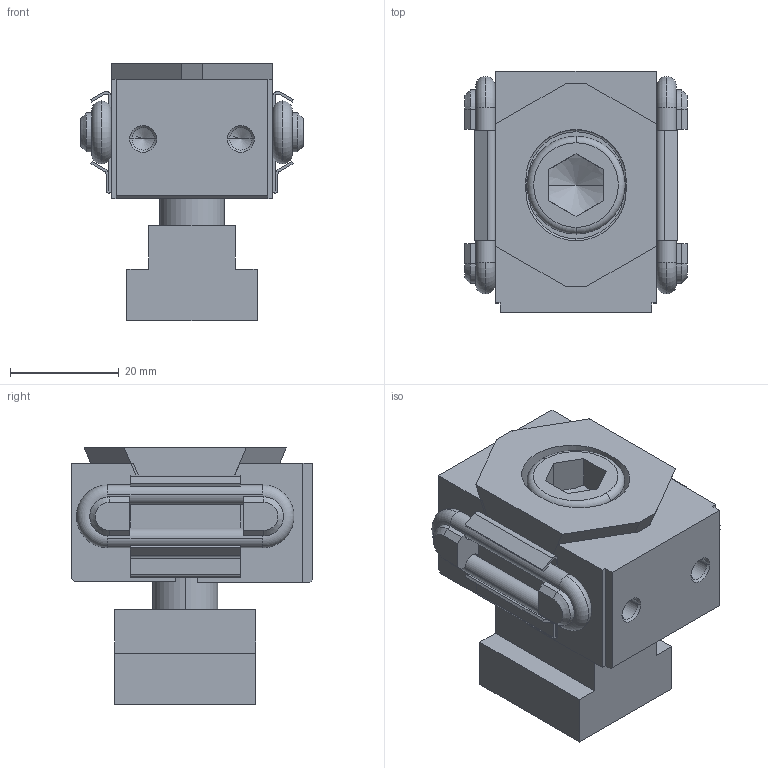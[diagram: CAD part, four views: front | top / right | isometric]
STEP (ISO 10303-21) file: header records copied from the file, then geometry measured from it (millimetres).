
FILE_DESCRIPTION(('STEP AP214'),'1');
FILE_NAME('HALDERN_EH_23250_0515.stp','2017-09-06T07:18:54',('TraceParts'),('TraceParts S.A.'),'Spatial InterOp 3D',' ',' ');
FILE_SCHEMA(('automotive_design'));
Length unit declared in the file: millimetre
Products named in the file (9): HALDERN_EH_23250_0515_1; HALDERN_EH_23250_0515_2; HALDERN_EH_23250_0515_3; HALDERN_EH_23250_0515_4; HALDERN_EH_23250_0515_5; HALDERN_EH_23250_0515_6; HALDERN_EH_23250_0515_7; HALDERN_EH_23250_0515_8; HALDERN_EH_23250_0515_9
Bounding box: 41 x 44.5 x 47.53 mm (x, y, z)
Volume: 39804.1 mm3; surface area: 20328.9 mm2
Topology: 9 solids, 9 shells, 252 faces, 646 edges, 411 vertices
Faces by surface type: plane 124, cylinder 80, torus 32, cone 16
Entity records: 9826 total; most frequent: DIRECTION 1396, CARTESIAN_POINT 1328, ORIENTED_EDGE 1280, EDGE_CURVE 640, AXIS2_PLACEMENT_3D 503, VERTEX_POINT 411, LINE 390, VECTOR 390
